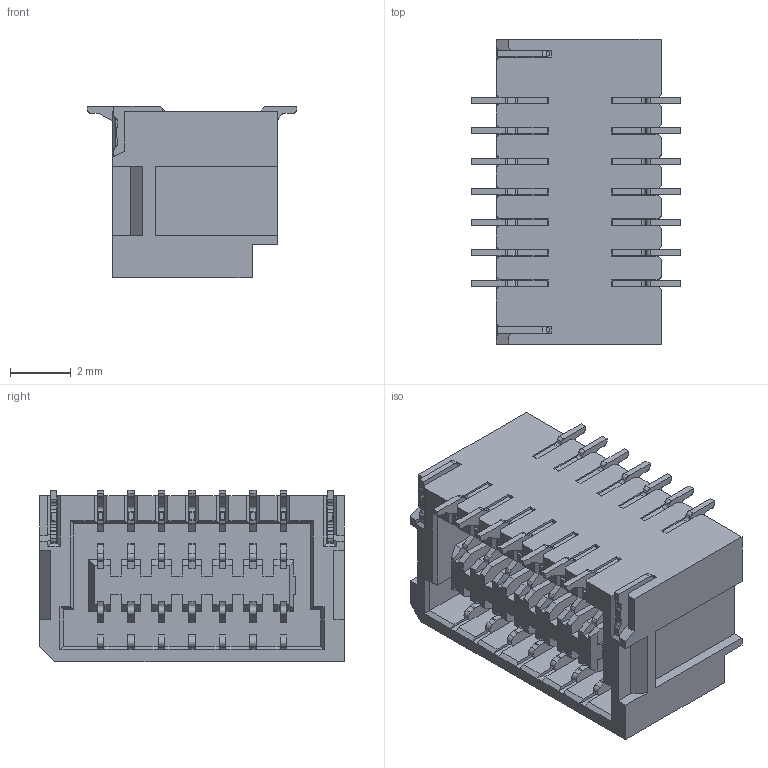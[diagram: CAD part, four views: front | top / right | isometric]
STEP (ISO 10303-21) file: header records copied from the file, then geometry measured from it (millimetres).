
FILE_DESCRIPTION (( 'STEP AP203' ), '1' );
FILE_NAME ('FWF10013-D14B83NAM.STEP', '2025-11-21T03:41:21', ( '' ), ( '' ), 'SwSTEP 2.0', 'SolidWorks 2021', '' );
FILE_SCHEMA (( 'CONFIG_CONTROL_DESIGN' ));
Length unit declared in the file: millimetre
Products named in the file (1): FWF10013-D14B83NAM
Bounding box: 6.86 x 10 x 5.62 mm (x, y, z)
Volume: 193.7 mm3; surface area: 832.4 mm2
Topology: 1 solids, 8 shells, 1716 faces, 5310 edges, 3486 vertices
Faces by surface type: plane 1269, bspline 447
Entity records: 66274 total; most frequent: CARTESIAN_POINT 22426, ORIENTED_EDGE 10620, DIRECTION 6884, EDGE_CURVE 5310, VECTOR 4344, LINE 4344, VERTEX_POINT 3486, EDGE_LOOP 1772
